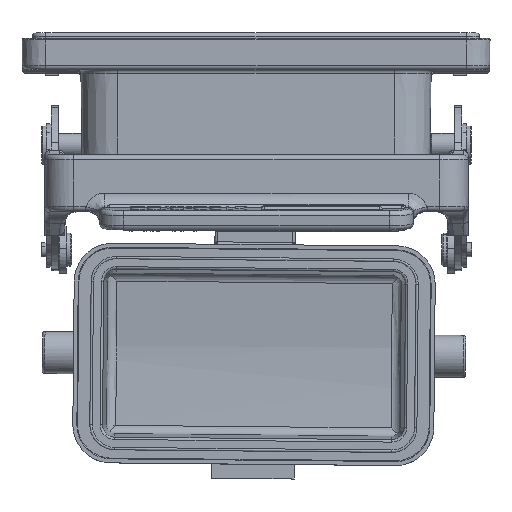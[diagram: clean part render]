
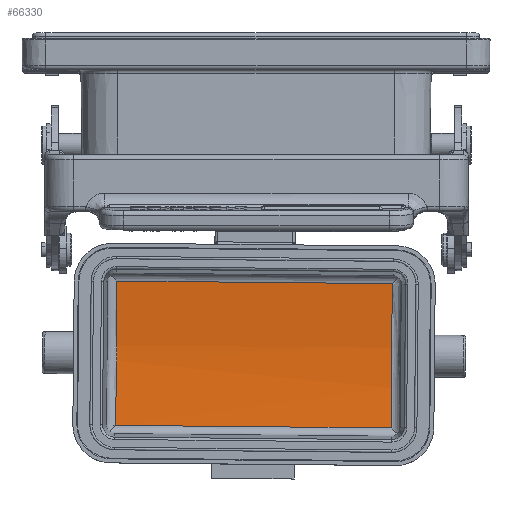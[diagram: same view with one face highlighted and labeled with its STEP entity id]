
A CAD part, top view. The second image highlights one B-rep face of the part: STEP entity #66330.
In plain terms, the highlighted cylindrical face has radius 117.832 mm (diameter 235.663 mm), a partial arc.
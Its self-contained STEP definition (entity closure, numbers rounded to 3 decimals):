
#18745=DIRECTION('',(1.,-0.009,0.));
#18746=VECTOR('',#18745,57.707);
#18747=CARTESIAN_POINT('',(-29.409,-55.397,
-46.125));
#18748=LINE('',#18747,#18746);
#18749=CARTESIAN_POINT('',(28.296,-55.934,
-46.12));
#18774=CARTESIAN_POINT('',(-29.409,-55.397,
-46.125));
#18775=CARTESIAN_POINT('',(-29.379,-53.907,
-46.318));
#18776=CARTESIAN_POINT('',(-29.322,-50.919,
-46.646));
#18777=CARTESIAN_POINT('',(-29.253,-46.423,
-46.967));
#18778=CARTESIAN_POINT('',(-29.216,-43.419,
-47.066));
#18779=CARTESIAN_POINT('',(-29.2,-41.917,
-47.087));
#18781=CARTESIAN_POINT('',(-29.17,-38.671,
-47.087));
#18782=CARTESIAN_POINT('',(-29.158,-37.168,
-47.066));
#18783=CARTESIAN_POINT('',(-29.138,-34.161,
-46.967));
#18784=CARTESIAN_POINT('',(-29.124,-29.66,
-46.646));
#18785=CARTESIAN_POINT('',(-29.125,-26.67,
-46.318));
#18786=CARTESIAN_POINT('',(-29.128,-25.178,
-46.125));
#18788=CARTESIAN_POINT('',(28.577,-25.716,
-46.12));
#18789=CARTESIAN_POINT('',(28.509,-29.055,
-46.552));
#18790=CARTESIAN_POINT('',(28.396,-35.772,
-47.129));
#18791=CARTESIAN_POINT('',(28.302,-45.878,
-47.129));
#18792=CARTESIAN_POINT('',(28.29,-52.595,
-46.552));
#18793=CARTESIAN_POINT('',(28.296,-55.934,
-46.12));
#18795=CARTESIAN_POINT('',(-29.194,-40.288,
70.734));
#18796=DIRECTION('',(-1.,0.009,0.));
#18797=DIRECTION('',(0.,0.014,-1.));
#18798=AXIS2_PLACEMENT_3D('',#18795,#18796,#18797);
#18800=CARTESIAN_POINT('',(-29.194,-40.288,
70.734));
#18801=DIRECTION('',(-1.,0.009,0.));
#18802=DIRECTION('',(0.,0.,-1.));
#18803=AXIS2_PLACEMENT_3D('',#18800,#18801,#18802);
#18876=DIRECTION('',(-1.,0.009,0.));
#18877=VECTOR('',#18876,57.708);
#18878=CARTESIAN_POINT('',(28.577,-25.716,
-46.12));
#18879=LINE('',#18878,#18877);
#32928=VERTEX_POINT('',#18749);
#32929=VERTEX_POINT('',#18788);
#32935=CARTESIAN_POINT('',(-29.409,-55.397,
-46.125));
#32936=VERTEX_POINT('',#32935);
#32938=VERTEX_POINT('',#18779);
#32939=CARTESIAN_POINT('',(-29.184,-40.288,
-47.098));
#32940=VERTEX_POINT('',#32939);
#32941=CARTESIAN_POINT('',(-29.169,-38.671,
-47.087));
#32942=VERTEX_POINT('',#32941);
#32943=VERTEX_POINT('',#18786);
#66311=CARTESIAN_POINT('',(40.373,-40.936,
70.739));
#66312=DIRECTION('',(1.,-0.009,0.));
#66313=DIRECTION('',(0.,0.,-1.));
#66314=AXIS2_PLACEMENT_3D('',#66311,#66312,#66313);
#66315=CYLINDRICAL_SURFACE('',#66314,117.832);
#66317=ORIENTED_EDGE('',*,*,#66316,.T.);
#66319=ORIENTED_EDGE('',*,*,#66318,.F.);
#66321=ORIENTED_EDGE('',*,*,#66320,.F.);
#66323=ORIENTED_EDGE('',*,*,#66322,.T.);
#66325=ORIENTED_EDGE('',*,*,#66324,.F.);
#66326=ORIENTED_EDGE('',*,*,#66228,.T.);
#66327=ORIENTED_EDGE('',*,*,#66292,.F.);
#66328=EDGE_LOOP('',(#66317,#66319,#66321,#66323,#66325,#66326,#66327));
#66329=FACE_OUTER_BOUND('',#66328,.F.);
#66330=ADVANCED_FACE('',(#66329),#66315,.F.);
#18780=B_SPLINE_CURVE_WITH_KNOTS('',3,(#18774,#18775,#18776,#18777,#18778,
#18779),.UNSPECIFIED.,.F.,.F.,(4,1,1,4),(0.,0.333,
0.667,1.),.UNSPECIFIED.);
#18787=B_SPLINE_CURVE_WITH_KNOTS('',3,(#18781,#18782,#18783,#18784,#18785,
#18786),.UNSPECIFIED.,.F.,.F.,(4,1,1,4),(0.,0.333,
0.667,1.),.UNSPECIFIED.);
#18794=B_SPLINE_CURVE_WITH_KNOTS('',3,(#18788,#18789,#18790,#18791,#18792,
#18793),.UNSPECIFIED.,.F.,.F.,(4,1,1,4),(0.,0.333,
0.667,1.),.UNSPECIFIED.);
#18799=CIRCLE('',#18798,117.832);
#18804=CIRCLE('',#18803,117.832);
#66228=EDGE_CURVE('',#32929,#32928,#18794,.T.);
#66292=EDGE_CURVE('',#32936,#32928,#18748,.T.);
#66316=EDGE_CURVE('',#32936,#32938,#18780,.T.);
#66318=EDGE_CURVE('',#32940,#32938,#18804,.T.);
#66320=EDGE_CURVE('',#32942,#32940,#18799,.T.);
#66322=EDGE_CURVE('',#32942,#32943,#18787,.T.);
#66324=EDGE_CURVE('',#32929,#32943,#18879,.T.);
